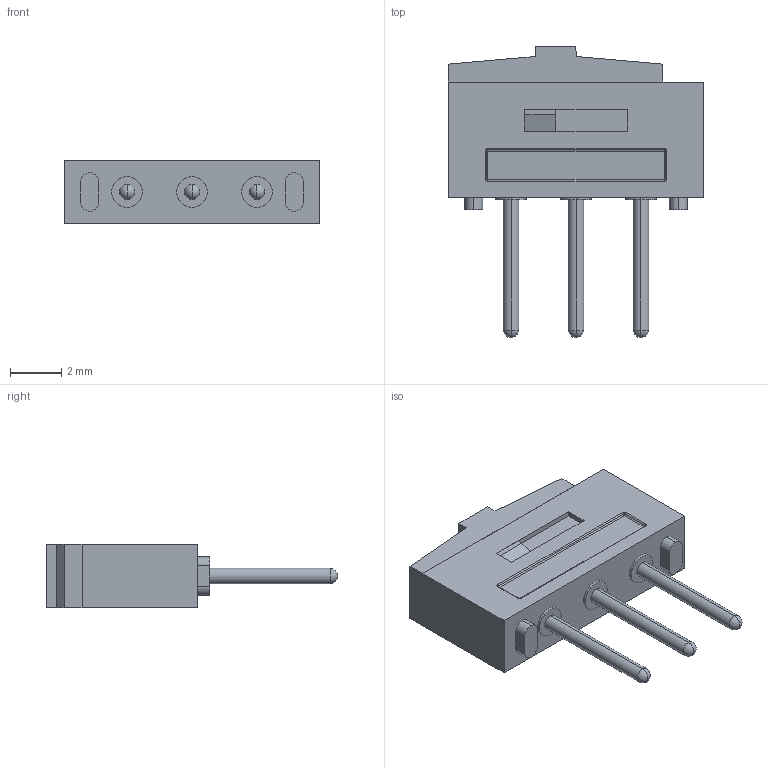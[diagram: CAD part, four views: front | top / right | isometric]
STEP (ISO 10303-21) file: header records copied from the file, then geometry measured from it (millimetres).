
FILE_DESCRIPTION (( 'STEP AP214' ), '1' );
FILE_NAME ('09.03201.02.STEP', '2024-02-08T08:20:41', ( 'LENOVO' ), ( '' ), 'SwSTEP 2.0', 'SolidWorks 2021', '' );
FILE_SCHEMA (( 'AUTOMOTIVE_DESIGN' ));
Length unit declared in the file: millimetre
Products named in the file (1): 09.03201.02
Bounding box: 10 x 11.4 x 2.5 mm (x, y, z)
Volume: 135.5 mm3; surface area: 290.5 mm2
Topology: 7 solids, 7 shells, 114 faces, 264 edges, 159 vertices
Faces by surface type: plane 58, cylinder 34, sphere 14, torus 8
Entity records: 3154 total; most frequent: DIRECTION 564, CARTESIAN_POINT 512, ORIENTED_EDGE 488, EDGE_CURVE 244, AXIS2_PLACEMENT_3D 205, VECTOR 154, LINE 154, VERTEX_POINT 153
